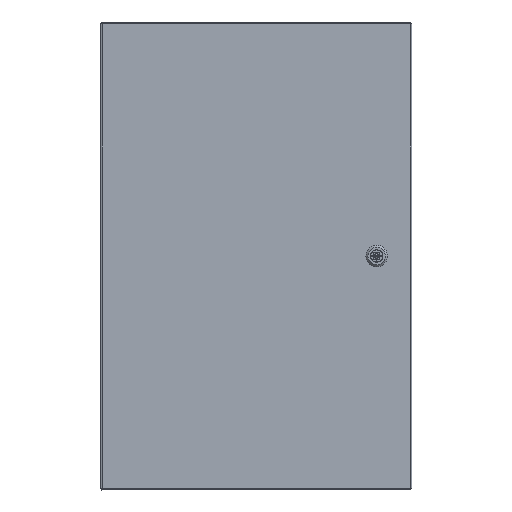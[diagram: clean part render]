
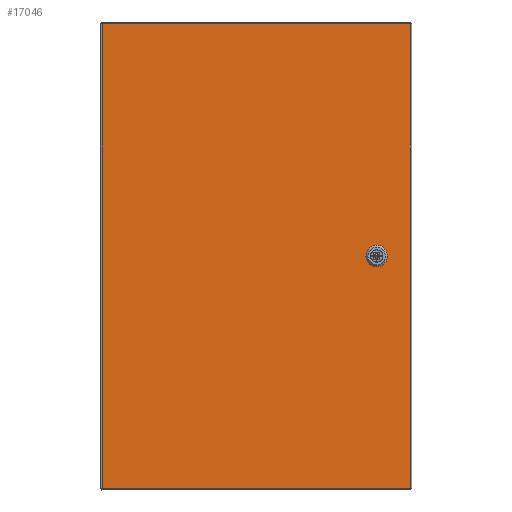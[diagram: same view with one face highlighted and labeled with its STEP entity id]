
A CAD part, front view. The second image highlights one B-rep face of the part: STEP entity #17046.
In plain terms, the highlighted planar face has unit normal (0, -1, 0).
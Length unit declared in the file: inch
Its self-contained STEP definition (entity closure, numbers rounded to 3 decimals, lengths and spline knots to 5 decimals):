
#396 = CARTESIAN_POINT ( 'NONE',  ( 6.5865, -10.822, 0.2305 ) ) ;
#869 = DIRECTION ( 'NONE',  ( 0., 0., -1. ) ) ;
#872 = VECTOR ( 'NONE', #5625, 39.37008 ) ;
#1257 = CARTESIAN_POINT ( 'NONE',  ( 5.7955, -10.822, 0.2305 ) ) ;
#1296 = LINE ( 'NONE', #9838, #21294 ) ;
#1578 = CARTESIAN_POINT ( 'NONE',  ( 5.96, -10.822, -0.396 ) ) ;
#1844 = VECTOR ( 'NONE', #20405, 39.37008 ) ;
#2020 = LINE ( 'NONE', #6801, #9314 ) ;
#2302 = LINE ( 'NONE', #10425, #7113 ) ;
#2306 = EDGE_LOOP ( 'NONE', ( #3829, #6350, #14605, #21075, #3607, #19035, #9260, #17408 ) ) ;
#2368 = CARTESIAN_POINT ( 'NONE',  ( 6.5865, -10.822, -0.2315 ) ) ;
#2485 = LINE ( 'NONE', #20877, #872 ) ;
#2929 = DIRECTION ( 'NONE',  ( 0., -1., 0. ) ) ;
#3090 = LINE ( 'NONE', #1257, #10357 ) ;
#3155 = EDGE_LOOP ( 'NONE', ( #14576, #4079, #3313, #18019 ) ) ;
#3313 = ORIENTED_EDGE ( 'NONE', *, *, #17242, .T. ) ;
#3541 = EDGE_CURVE ( 'NONE', #20741, #15522, #3090, .T. ) ;
#3547 = VERTEX_POINT ( 'NONE', #16537 ) ;
#3607 = ORIENTED_EDGE ( 'NONE', *, *, #7442, .T. ) ;
#3674 = DIRECTION ( 'NONE',  ( 0., 0., -1. ) ) ;
#3829 = ORIENTED_EDGE ( 'NONE', *, *, #3541, .T. ) ;
#4079 = ORIENTED_EDGE ( 'NONE', *, *, #18269, .T. ) ;
#4165 = VECTOR ( 'NONE', #18376, 39.37008 ) ;
#4176 = VERTEX_POINT ( 'NONE', #5123 ) ;
#4240 = CARTESIAN_POINT ( 'NONE',  ( -7.896, -10.822, 11.898 ) ) ;
#4767 = CARTESIAN_POINT ( 'NONE',  ( -7.896, -10.822, -11.899 ) ) ;
#5059 = CARTESIAN_POINT ( 'NONE',  ( 6.422, -10.822, 0.395 ) ) ;
#5123 = CARTESIAN_POINT ( 'NONE',  ( 7.901, -10.822, -11.899 ) ) ;
#5170 = LINE ( 'NONE', #5059, #4165 ) ;
#5625 = DIRECTION ( 'NONE',  ( -1., 0., 0. ) ) ;
#5684 = CARTESIAN_POINT ( 'NONE',  ( 5.7955, -10.822, -0.2315 ) ) ;
#5774 = DIRECTION ( 'NONE',  ( 0.707, 0., 0.707 ) ) ;
#5805 = EDGE_CURVE ( 'NONE', #16714, #17306, #1296, .T. ) ;
#6350 = ORIENTED_EDGE ( 'NONE', *, *, #8100, .T. ) ;
#6397 = DIRECTION ( 'NONE',  ( 0., 0., -1. ) ) ;
#6563 = DIRECTION ( 'NONE',  ( 0., 0., 1. ) ) ;
#6801 = CARTESIAN_POINT ( 'NONE',  ( 5.96, -10.822, -0.396 ) ) ;
#7113 = VECTOR ( 'NONE', #5774, 39.37008 ) ;
#7153 = DIRECTION ( 'NONE',  ( -0.707, 0., -0.707 ) ) ;
#7306 = VECTOR ( 'NONE', #7153, 39.37008 ) ;
#7442 = EDGE_CURVE ( 'NONE', #10369, #19021, #19442, .T. ) ;
#7524 = CARTESIAN_POINT ( 'NONE',  ( 6.5865, -10.822, -0.2315 ) ) ;
#8016 = DIRECTION ( 'NONE',  ( 0., 0., 1. ) ) ;
#8100 = EDGE_CURVE ( 'NONE', #15522, #16714, #2302, .T. ) ;
#8201 = VERTEX_POINT ( 'NONE', #17573 ) ;
#8563 = EDGE_CURVE ( 'NONE', #4176, #3547, #14412, .T. ) ;
#8864 = CARTESIAN_POINT ( 'NONE',  ( 5.7955, -10.822, 0.2305 ) ) ;
#9260 = ORIENTED_EDGE ( 'NONE', *, *, #20671, .T. ) ;
#9314 = VECTOR ( 'NONE', #13399, 39.37008 ) ;
#9535 = PLANE ( 'NONE',  #15720 ) ;
#9838 = CARTESIAN_POINT ( 'NONE',  ( 6.422, -10.822, 0.395 ) ) ;
#10357 = VECTOR ( 'NONE', #6563, 39.37008 ) ;
#10369 = VERTEX_POINT ( 'NONE', #396 ) ;
#10425 = CARTESIAN_POINT ( 'NONE',  ( 5.96, -10.822, 0.395 ) ) ;
#10565 = CARTESIAN_POINT ( 'NONE',  ( 5.7955, -10.822, -0.2315 ) ) ;
#11553 = CARTESIAN_POINT ( 'NONE',  ( -7.896, -10.822, -11.899 ) ) ;
#11706 = VERTEX_POINT ( 'NONE', #4240 ) ;
#11898 = CARTESIAN_POINT ( 'NONE',  ( -7.896, -10.822, -11.899 ) ) ;
#12303 = EDGE_CURVE ( 'NONE', #17861, #20741, #15758, .T. ) ;
#12361 = VECTOR ( 'NONE', #869, 39.37008 ) ;
#12453 = CARTESIAN_POINT ( 'NONE',  ( 7.901, -10.822, -11.899 ) ) ;
#13399 = DIRECTION ( 'NONE',  ( -1., 0., 0. ) ) ;
#14412 = LINE ( 'NONE', #12453, #16814 ) ;
#14576 = ORIENTED_EDGE ( 'NONE', *, *, #8563, .T. ) ;
#14605 = ORIENTED_EDGE ( 'NONE', *, *, #5805, .T. ) ;
#14900 = EDGE_CURVE ( 'NONE', #17306, #10369, #5170, .T. ) ;
#14929 = LINE ( 'NONE', #18052, #16303 ) ;
#15164 = LINE ( 'NONE', #11898, #19498 ) ;
#15250 = DIRECTION ( 'NONE',  ( 1., 0., 0. ) ) ;
#15494 = EDGE_CURVE ( 'NONE', #19021, #8201, #17217, .T. ) ;
#15522 = VERTEX_POINT ( 'NONE', #8864 ) ;
#15623 = EDGE_CURVE ( 'NONE', #18552, #4176, #14929, .T. ) ;
#15696 = CARTESIAN_POINT ( 'NONE',  ( 6.422, -10.822, 0.395 ) ) ;
#15720 = AXIS2_PLACEMENT_3D ( 'NONE', #4767, #2929, #6397 ) ;
#15758 = LINE ( 'NONE', #5684, #1844 ) ;
#16303 = VECTOR ( 'NONE', #15250, 39.37008 ) ;
#16466 = DIRECTION ( 'NONE',  ( 1., 0., 0. ) ) ;
#16537 = CARTESIAN_POINT ( 'NONE',  ( 7.901, -10.822, 11.898 ) ) ;
#16714 = VERTEX_POINT ( 'NONE', #19295 ) ;
#16814 = VECTOR ( 'NONE', #8016, 39.37008 ) ;
#17046 = ADVANCED_FACE ( 'NONE', ( #21319, #17765 ), #9535, .T. ) ;
#17217 = LINE ( 'NONE', #2368, #7306 ) ;
#17242 = EDGE_CURVE ( 'NONE', #11706, #18552, #15164, .T. ) ;
#17306 = VERTEX_POINT ( 'NONE', #15696 ) ;
#17408 = ORIENTED_EDGE ( 'NONE', *, *, #12303, .T. ) ;
#17573 = CARTESIAN_POINT ( 'NONE',  ( 6.422, -10.822, -0.396 ) ) ;
#17765 = FACE_BOUND ( 'NONE', #2306, .T. ) ;
#17861 = VERTEX_POINT ( 'NONE', #1578 ) ;
#18019 = ORIENTED_EDGE ( 'NONE', *, *, #15623, .T. ) ;
#18038 = CARTESIAN_POINT ( 'NONE',  ( 6.5865, -10.822, -0.2315 ) ) ;
#18052 = CARTESIAN_POINT ( 'NONE',  ( -7.896, -10.822, -11.899 ) ) ;
#18269 = EDGE_CURVE ( 'NONE', #3547, #11706, #2485, .T. ) ;
#18376 = DIRECTION ( 'NONE',  ( 0.707, 0., -0.707 ) ) ;
#18552 = VERTEX_POINT ( 'NONE', #11553 ) ;
#19021 = VERTEX_POINT ( 'NONE', #7524 ) ;
#19035 = ORIENTED_EDGE ( 'NONE', *, *, #15494, .T. ) ;
#19295 = CARTESIAN_POINT ( 'NONE',  ( 5.96, -10.822, 0.395 ) ) ;
#19442 = LINE ( 'NONE', #18038, #12361 ) ;
#19498 = VECTOR ( 'NONE', #3674, 39.37008 ) ;
#20405 = DIRECTION ( 'NONE',  ( -0.707, 0., 0.707 ) ) ;
#20671 = EDGE_CURVE ( 'NONE', #8201, #17861, #2020, .T. ) ;
#20741 = VERTEX_POINT ( 'NONE', #10565 ) ;
#20877 = CARTESIAN_POINT ( 'NONE',  ( -7.896, -10.822, 11.898 ) ) ;
#21075 = ORIENTED_EDGE ( 'NONE', *, *, #14900, .T. ) ;
#21294 = VECTOR ( 'NONE', #16466, 39.37008 ) ;
#21319 = FACE_OUTER_BOUND ( 'NONE', #3155, .T. ) ;
